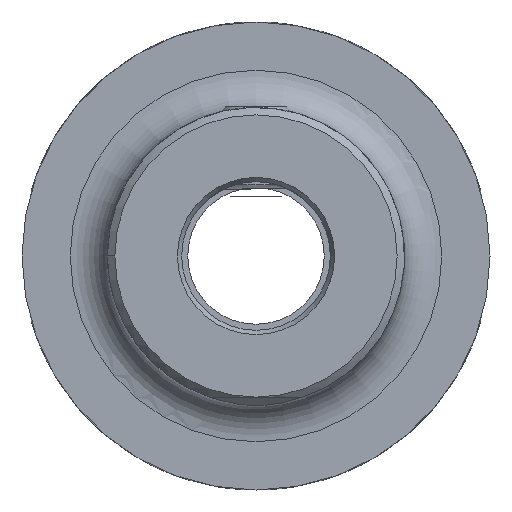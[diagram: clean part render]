
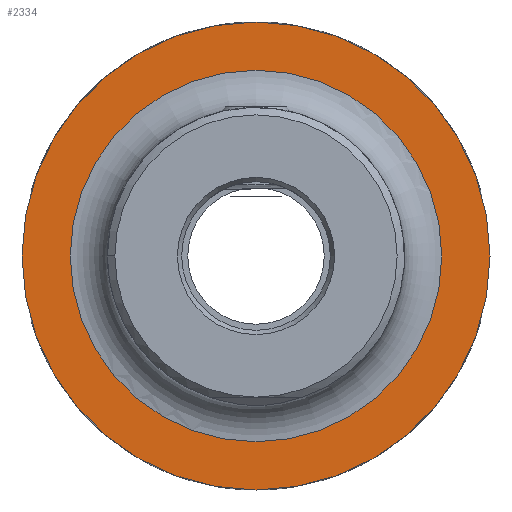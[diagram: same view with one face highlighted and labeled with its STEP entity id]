
A CAD part, left-side view. The second image highlights one B-rep face of the part: STEP entity #2334.
In plain terms, the highlighted planar face has unit normal (-1, 0, 0).
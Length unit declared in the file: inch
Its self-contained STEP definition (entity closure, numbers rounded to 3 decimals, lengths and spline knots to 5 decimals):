
#52=FACE_BOUND('',#498,.T.);
#108=PLANE('',#2587);
#359=FACE_OUTER_BOUND('',#497,.T.);
#497=EDGE_LOOP('',(#1998,#1999));
#498=EDGE_LOOP('',(#2000,#2001));
#560=CIRCLE('',#2437,0.98425);
#561=CIRCLE('',#2438,0.98425);
#637=CIRCLE('',#2588,1.24016);
#638=CIRCLE('',#2589,1.24016);
#919=VERTEX_POINT('',#3718);
#920=VERTEX_POINT('',#3720);
#1060=VERTEX_POINT('',#5260);
#1061=VERTEX_POINT('',#5261);
#1183=EDGE_CURVE('',#920,#919,#560,.T.);
#1184=EDGE_CURVE('',#919,#920,#561,.T.);
#1393=EDGE_CURVE('',#1060,#1061,#637,.T.);
#1394=EDGE_CURVE('',#1061,#1060,#638,.T.);
#1998=ORIENTED_EDGE('',*,*,#1393,.F.);
#1999=ORIENTED_EDGE('',*,*,#1394,.F.);
#2000=ORIENTED_EDGE('',*,*,#1183,.T.);
#2001=ORIENTED_EDGE('',*,*,#1184,.T.);
#2334=ADVANCED_FACE('',(#359,#52),#108,.T.);
#2437=AXIS2_PLACEMENT_3D('',#3721,#2795,#2796);
#2438=AXIS2_PLACEMENT_3D('',#3722,#2797,#2798);
#2587=AXIS2_PLACEMENT_3D('',#5259,#3149,#3150);
#2588=AXIS2_PLACEMENT_3D('',#5262,#3151,#3152);
#2589=AXIS2_PLACEMENT_3D('',#5263,#3153,#3154);
#2795=DIRECTION('center_axis',(1.,0.,0.));
#2796=DIRECTION('ref_axis',(0.,1.,0.));
#2797=DIRECTION('center_axis',(1.,0.,0.));
#2798=DIRECTION('ref_axis',(0.,1.,0.));
#3149=DIRECTION('center_axis',(-1.,0.,0.));
#3150=DIRECTION('ref_axis',(0.,0.,1.));
#3151=DIRECTION('center_axis',(1.,0.,0.));
#3152=DIRECTION('ref_axis',(0.,1.,0.));
#3153=DIRECTION('center_axis',(1.,0.,0.));
#3154=DIRECTION('ref_axis',(0.,1.,0.));
#3718=CARTESIAN_POINT('',(-0.86614,0.,0.98425));
#3720=CARTESIAN_POINT('',(-0.86614,0.98425,0.));
#3721=CARTESIAN_POINT('Origin',(-0.86614,0.,0.));
#3722=CARTESIAN_POINT('Origin',(-0.86614,0.,0.));
#5259=CARTESIAN_POINT('Origin',(-0.86614,1.1122,0.));
#5260=CARTESIAN_POINT('',(-0.86614,1.24016,0.));
#5261=CARTESIAN_POINT('',(-0.86614,-1.24016,0.));
#5262=CARTESIAN_POINT('Origin',(-0.86614,0.,0.));
#5263=CARTESIAN_POINT('Origin',(-0.86614,0.,0.));
